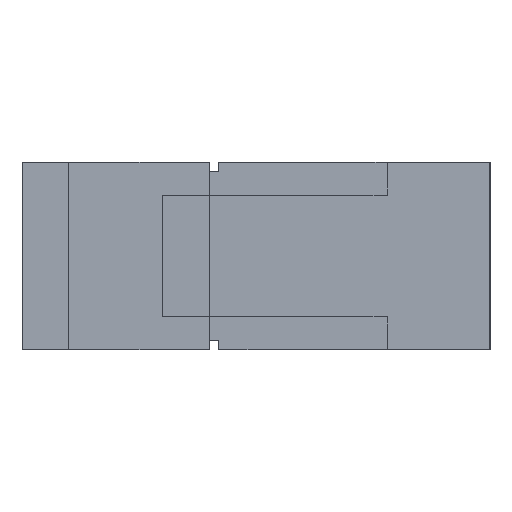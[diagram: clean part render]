
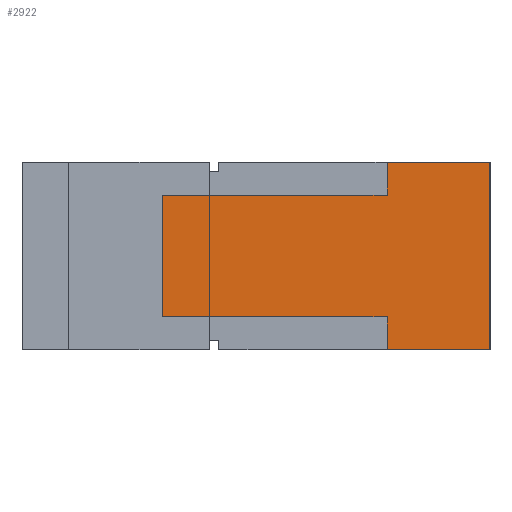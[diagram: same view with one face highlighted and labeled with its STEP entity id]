
A CAD part, left-side view. The second image highlights one B-rep face of the part: STEP entity #2922.
In plain terms, the highlighted planar face has unit normal (-1, 0, 0).
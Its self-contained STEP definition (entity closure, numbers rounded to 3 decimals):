
#299=CARTESIAN_POINT('',(0.0,11.0,-6.5));
#300=VERTEX_POINT('',#299);
#307=CARTESIAN_POINT('',(0.0,35.0,-6.5));
#308=VERTEX_POINT('',#307);
#309=CARTESIAN_POINT('',(0.0,35.0,-6.5));
#310=DIRECTION('',(0.0,-1.0,0.0));
#311=VECTOR('',#310,24.0);
#312=LINE('',#309,#311);
#313=EDGE_CURVE('',#308,#300,#312,.T.);
#477=CARTESIAN_POINT('',(0.0,35.0,6.5));
#478=VERTEX_POINT('',#477);
#485=CARTESIAN_POINT('',(0.0,11.0,6.5));
#486=VERTEX_POINT('',#485);
#487=CARTESIAN_POINT('',(0.0,11.0,6.5));
#488=DIRECTION('',(0.0,1.0,0.0));
#489=VECTOR('',#488,24.0);
#490=LINE('',#487,#489);
#491=EDGE_CURVE('',#486,#478,#490,.T.);
#1636=CARTESIAN_POINT('',(0.0,35.0,-6.5));
#1637=DIRECTION('',(0.0,0.0,1.0));
#1638=VECTOR('',#1637,13.0);
#1639=LINE('',#1636,#1638);
#1640=EDGE_CURVE('',#308,#478,#1639,.T.);
#1911=CARTESIAN_POINT('',(0.0,0.0,-10.0));
#1912=VERTEX_POINT('',#1911);
#1919=CARTESIAN_POINT('',(0.0,11.0,-10.0));
#1920=VERTEX_POINT('',#1919);
#1921=CARTESIAN_POINT('',(0.0,11.0,-10.0));
#1922=DIRECTION('',(0.0,-1.0,0.0));
#1923=VECTOR('',#1922,11.0);
#1924=LINE('',#1921,#1923);
#1925=EDGE_CURVE('',#1920,#1912,#1924,.T.);
#2013=CARTESIAN_POINT('',(0.0,0.0,10.0));
#2014=VERTEX_POINT('',#2013);
#2021=CARTESIAN_POINT('',(0.0,0.0,10.0));
#2022=DIRECTION('',(0.0,0.0,-1.0));
#2023=VECTOR('',#2022,20.0);
#2024=LINE('',#2021,#2023);
#2025=EDGE_CURVE('',#2014,#1912,#2024,.T.);
#2842=CARTESIAN_POINT('',(0.0,11.0,-10.0));
#2843=DIRECTION('',(0.0,0.0,1.0));
#2844=VECTOR('',#2843,3.5);
#2845=LINE('',#2842,#2844);
#2846=EDGE_CURVE('',#1920,#300,#2845,.T.);
#2857=CARTESIAN_POINT('',(0.0,11.0,10.0));
#2858=VERTEX_POINT('',#2857);
#2859=CARTESIAN_POINT('',(0.0,11.0,6.5));
#2860=DIRECTION('',(0.0,0.0,1.0));
#2861=VECTOR('',#2860,3.5);
#2862=LINE('',#2859,#2861);
#2863=EDGE_CURVE('',#486,#2858,#2862,.T.);
#2902=CARTESIAN_POINT('',(0.0,0.0,0.0));
#2903=DIRECTION('',(-1.0,0.0,0.0));
#2904=DIRECTION('',(0.0,0.0,1.0));
#2905=AXIS2_PLACEMENT_3D('',#2902,#2903,#2904);
#2906=PLANE('',#2905);
#2907=ORIENTED_EDGE('',*,*,#2025,.F.);
#2908=CARTESIAN_POINT('',(0.0,0.0,10.0));
#2909=DIRECTION('',(0.0,1.0,0.0));
#2910=VECTOR('',#2909,11.0);
#2911=LINE('',#2908,#2910);
#2912=EDGE_CURVE('',#2014,#2858,#2911,.T.);
#2913=ORIENTED_EDGE('',*,*,#2912,.T.);
#2914=ORIENTED_EDGE('',*,*,#2863,.F.);
#2915=ORIENTED_EDGE('',*,*,#491,.T.);
#2916=ORIENTED_EDGE('',*,*,#1640,.F.);
#2917=ORIENTED_EDGE('',*,*,#313,.T.);
#2918=ORIENTED_EDGE('',*,*,#2846,.F.);
#2919=ORIENTED_EDGE('',*,*,#1925,.T.);
#2920=EDGE_LOOP('',(#2907,#2913,#2914,#2915,#2916,#2917,#2918,#2919));
#2921=FACE_OUTER_BOUND('',#2920,.T.);
#2922=ADVANCED_FACE('',(#2921),#2906,.T.);
